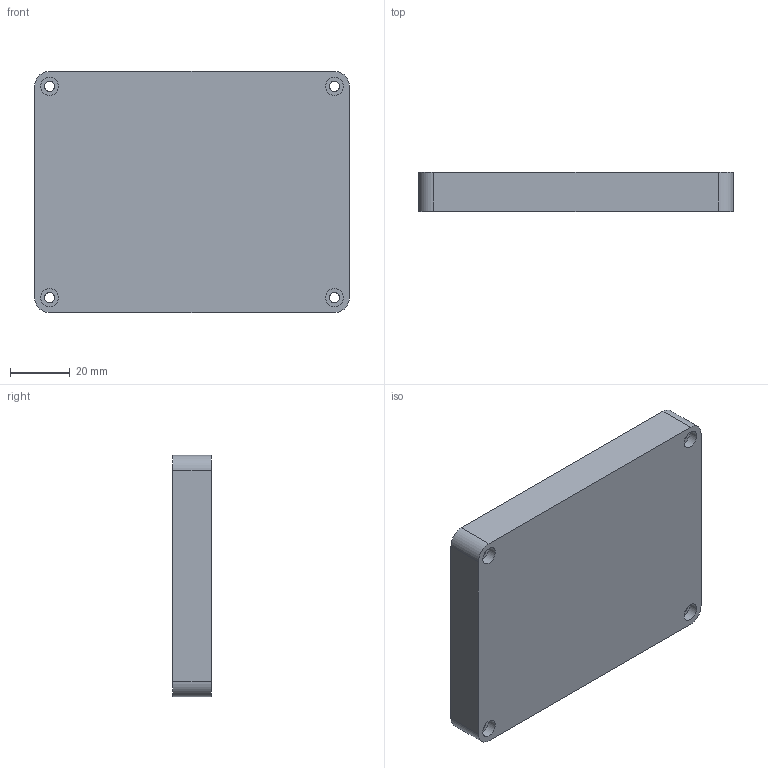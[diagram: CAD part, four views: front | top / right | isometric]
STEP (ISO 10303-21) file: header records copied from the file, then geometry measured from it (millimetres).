
FILE_DESCRIPTION(/* description */ (''),/* implementation_level */ '2;1');
FILE_NAME(/* name */ 'bottom case.step',/* time_stamp */ '2025-12-18T10:43:00-05:00',/* author */ (''),/* organization */ (''),/* preprocessor_version */ 'ST-DEVELOPER v20.1',/* originating_system */ 'Autodesk Translation Framework v14.21.0.0',/* authorisation */ '');
FILE_SCHEMA (('AUTOMOTIVE_DESIGN { 1 0 10303 214 3 1 1 }'));
Length unit declared in the file: millimetre
Products named in the file (2): 2025-12-15-11-34-35-837; 2025-12-15-11-36-18-829
Assembly tree (1 placements, depth 2):
  2025-12-15-11-34-35-837
    2025-12-15-11-36-18-829
Bounding box: 105.3 x 13 x 80.7 mm (x, y, z)
Volume: 56290.8 mm3; surface area: 25547.1 mm2
Topology: 1 solids, 1 shells, 40 faces, 102 edges, 68 vertices
Faces by surface type: plane 26, cylinder 14
Full cylindrical faces by diameter (mm): 3.4 x4, 6 x4
Entity records: 1287 total; most frequent: DIRECTION 216, CARTESIAN_POINT 213, ORIENTED_EDGE 204, EDGE_CURVE 102, LINE 74, VECTOR 74, AXIS2_PLACEMENT_3D 71, VERTEX_POINT 68
